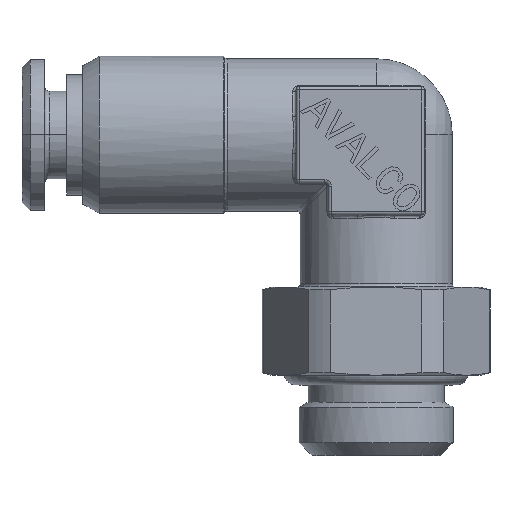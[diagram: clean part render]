
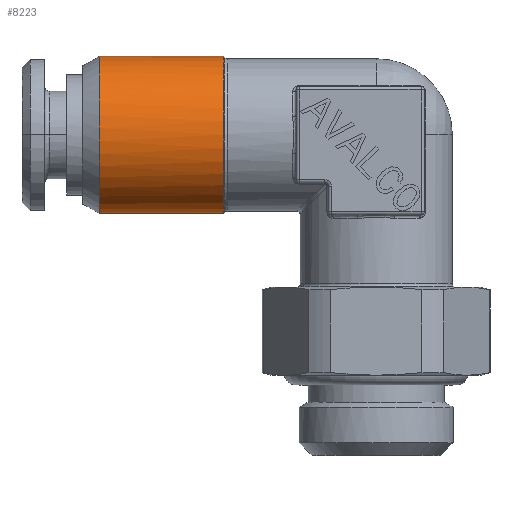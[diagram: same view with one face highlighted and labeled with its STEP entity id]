
A CAD part, top view. The second image highlights one B-rep face of the part: STEP entity #8223.
In plain terms, the highlighted cylindrical face has radius 4.9 mm (diameter 9.8 mm), a partial arc.
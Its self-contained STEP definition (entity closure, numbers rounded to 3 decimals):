
#7761=CARTESIAN_POINT('Vertex',(-9.499,4.9,0.)) ;
#7768=CARTESIAN_POINT('Vertex',(-9.499,-4.9,0.)) ;
#7789=CARTESIAN_POINT('Axis2P3D Location',(-9.499,0.,0.)) ;
#8169=CARTESIAN_POINT('Line Origine',(-18.75,-4.9,0.)) ;
#8173=CARTESIAN_POINT('Vertex',(-17.28,-4.9,0.)) ;
#8180=CARTESIAN_POINT('Vertex',(-17.28,4.9,0.)) ;
#8183=CARTESIAN_POINT('Line Origine',(-18.75,4.9,0.)) ;
#8195=CARTESIAN_POINT('Axis2P3D Location',(-18.75,0.,0.)) ;
#8201=CARTESIAN_POINT('Control Point',(-17.28,4.9,0.)) ;
#8202=CARTESIAN_POINT('Control Point',(-17.28,4.9,0.77)) ;
#8203=CARTESIAN_POINT('Control Point',(-17.28,4.749,1.539)) ;
#8204=CARTESIAN_POINT('Control Point',(-17.28,4.446,2.269)) ;
#8205=CARTESIAN_POINT('Control Point',(-17.28,3.572,3.572)) ;
#8206=CARTESIAN_POINT('Control Point',(-17.28,2.269,4.446)) ;
#8207=CARTESIAN_POINT('Control Point',(-17.28,1.539,4.749)) ;
#8208=CARTESIAN_POINT('Control Point',(-17.28,0.,5.051)) ;
#8209=CARTESIAN_POINT('Control Point',(-17.28,-1.539,4.749)) ;
#8210=CARTESIAN_POINT('Control Point',(-17.28,-2.269,4.446)) ;
#8211=CARTESIAN_POINT('Control Point',(-17.28,-3.572,3.572)) ;
#8212=CARTESIAN_POINT('Control Point',(-17.28,-4.446,2.269)) ;
#8213=CARTESIAN_POINT('Control Point',(-17.28,-4.749,1.539)) ;
#8214=CARTESIAN_POINT('Control Point',(-17.28,-4.9,0.77)) ;
#8215=CARTESIAN_POINT('Control Point',(-17.28,-4.9,0.)) ;
#7790=DIRECTION('Axis2P3D Direction',(-1.,0.,0.)) ;
#8170=DIRECTION('Vector Direction',(1.,0.,0.)) ;
#8184=DIRECTION('Vector Direction',(1.,0.,0.)) ;
#8196=DIRECTION('Axis2P3D Direction',(1.,0.,0.)) ;
#8197=DIRECTION('Axis2P3D XDirection',(0.,1.,0.)) ;
#7791=AXIS2_PLACEMENT_3D('Circle Axis2P3D',#7789,#7790,$) ;
#8198=AXIS2_PLACEMENT_3D('Cylinder Axis2P3D',#8195,#8196,#8197) ;
#8218=ORIENTED_EDGE('',*,*,#8187,.F.) ;
#8219=ORIENTED_EDGE('',*,*,#8216,.T.) ;
#8220=ORIENTED_EDGE('',*,*,#8175,.T.) ;
#8221=ORIENTED_EDGE('',*,*,#7793,.F.) ;
#8171=VECTOR('Line Direction',#8170,1.) ;
#8185=VECTOR('Line Direction',#8184,1.) ;
#8223=ADVANCED_FACE('PR507B-04G18',(#8222),#8199,.T.) ;
#8200=B_SPLINE_CURVE_WITH_KNOTS('',5,(#8201,#8202,#8203,#8204,#8205,#8206,#8207,#8208,#8209,#8210,#8211,#8212,#8213,#8214,#8215),.UNSPECIFIED.,.F.,.U.,(6,3,3,3,6),(-7.697,-3.848,0.,3.848,7.697),.UNSPECIFIED.) ;
#7792=CIRCLE('generated circle',#7791,4.9) ;
#8199=CYLINDRICAL_SURFACE('generated cylinder',#8198,4.9) ;
#7793=EDGE_CURVE('',#7762,#7769,#7792,.F.) ;
#8175=EDGE_CURVE('',#8174,#7769,#8172,.T.) ;
#8187=EDGE_CURVE('',#8181,#7762,#8186,.T.) ;
#8216=EDGE_CURVE('',#8181,#8174,#8200,.T.) ;
#8217=EDGE_LOOP('',(#8218,#8219,#8220,#8221)) ;
#8222=FACE_OUTER_BOUND('',#8217,.T.) ;
#8172=LINE('Line',#8169,#8171) ;
#8186=LINE('Line',#8183,#8185) ;
#7762=VERTEX_POINT('',#7761) ;
#7769=VERTEX_POINT('',#7768) ;
#8174=VERTEX_POINT('',#8173) ;
#8181=VERTEX_POINT('',#8180) ;
